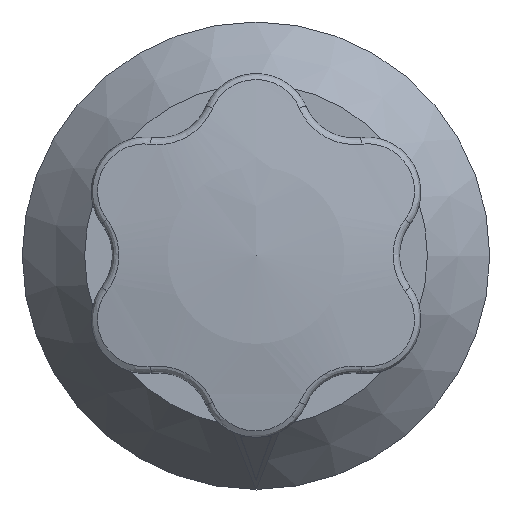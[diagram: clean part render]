
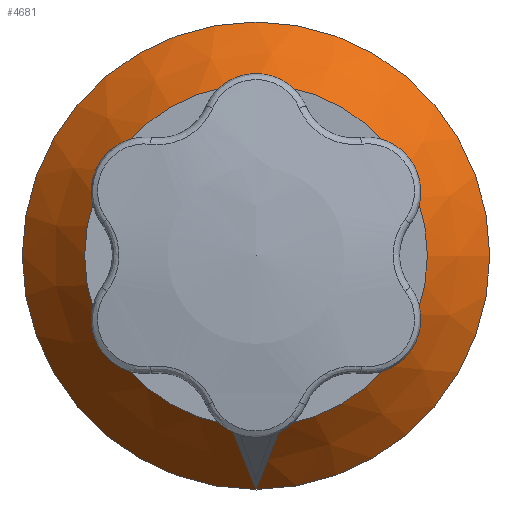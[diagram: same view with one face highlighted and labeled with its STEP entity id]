
A CAD part, top view. The second image highlights one B-rep face of the part: STEP entity #4681.
In plain terms, the highlighted conical face has half-angle 38.66 degrees and reference radius 45 mm.
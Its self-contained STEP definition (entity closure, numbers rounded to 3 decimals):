
#20=ELLIPSE('',#4932,29917.091,69.228);
#21=ELLIPSE('',#4934,29917.091,69.228);
#22=ELLIPSE('',#4937,119.059,71.435);
#33=CONICAL_SURFACE('',#4941,45.,0.675);
#179=B_SPLINE_CURVE_WITH_KNOTS('',3,(#7765,#7766,#7767,#7768),
 .UNSPECIFIED.,.F.,.F.,(4,4),(0.,0.017),
 .UNSPECIFIED.);
#180=B_SPLINE_CURVE_WITH_KNOTS('',3,(#7778,#7779,#7780,#7781),
 .UNSPECIFIED.,.F.,.F.,(4,4),(0.,0.017),.UNSPECIFIED.);
#380=CIRCLE('',#4942,45.);
#381=CIRCLE('',#4943,33.);
#938=ORIENTED_EDGE('',*,*,#1729,.T.);
#939=ORIENTED_EDGE('',*,*,#1730,.F.);
#940=ORIENTED_EDGE('',*,*,#1726,.F.);
#941=ORIENTED_EDGE('',*,*,#1716,.T.);
#942=ORIENTED_EDGE('',*,*,#1723,.F.);
#943=ORIENTED_EDGE('',*,*,#1713,.T.);
#944=ORIENTED_EDGE('',*,*,#1720,.F.);
#1713=EDGE_CURVE('',#2135,#2136,#20,.T.);
#1716=EDGE_CURVE('',#2138,#2139,#21,.T.);
#1720=EDGE_CURVE('',#2141,#2136,#179,.T.);
#1723=EDGE_CURVE('',#2135,#2139,#22,.T.);
#1726=EDGE_CURVE('',#2138,#2141,#180,.T.);
#1729=EDGE_CURVE('',#2146,#2146,#380,.T.);
#1730=EDGE_CURVE('',#2147,#2147,#381,.T.);
#2135=VERTEX_POINT('',#7749);
#2136=VERTEX_POINT('',#7750);
#2138=VERTEX_POINT('',#7756);
#2139=VERTEX_POINT('',#7757);
#2141=VERTEX_POINT('',#7763);
#2146=VERTEX_POINT('',#7788);
#2147=VERTEX_POINT('',#7790);
#2792=EDGE_LOOP('',(#938));
#2793=EDGE_LOOP('',(#939));
#2794=EDGE_LOOP('',(#940,#941,#942,#943,#944));
#3023=FACE_BOUND('',#2792,.T.);
#3024=FACE_BOUND('',#2793,.T.);
#3025=FACE_BOUND('',#2794,.T.);
#4681=ADVANCED_FACE('',(#3023,#3024,#3025),#33,.T.);
#4932=AXIS2_PLACEMENT_3D('',#7748,#5502,#5503);
#4934=AXIS2_PLACEMENT_3D('',#7755,#5508,#5509);
#4937=AXIS2_PLACEMENT_3D('',#7773,#5519,#5520);
#4941=AXIS2_PLACEMENT_3D('',#7786,#5530,#5531);
#4942=AXIS2_PLACEMENT_3D('',#7787,#5532,#5533);
#4943=AXIS2_PLACEMENT_3D('',#7789,#5534,#5535);
#5502=DIRECTION('',(0.,0.781,-0.625));
#5503=DIRECTION('',(0.,-0.625,-0.781));
#5508=DIRECTION('',(0.,0.781,-0.625));
#5509=DIRECTION('',(0.,-0.625,-0.781));
#5519=DIRECTION('',(0.,-0.625,-0.781));
#5520=DIRECTION('',(0.,0.781,-0.625));
#5530=DIRECTION('',(0.,0.,-1.));
#5531=DIRECTION('',(-1.,0.,0.));
#5532=DIRECTION('',(0.,0.,1.));
#5533=DIRECTION('',(1.,0.,0.));
#5534=DIRECTION('',(0.,0.,1.));
#5535=DIRECTION('',(1.,0.,0.));
#7748=CARTESIAN_POINT('',(0.,-18689.009,-23320.171));
#7749=CARTESIAN_POINT('',(4.139,-33.312,-0.711));
#7750=CARTESIAN_POINT('',(4.187,-34.093,-1.687));
#7755=CARTESIAN_POINT('',(0.,-18689.009,-23320.171));
#7756=CARTESIAN_POINT('',(-4.187,-34.093,-1.687));
#7757=CARTESIAN_POINT('',(-4.139,-33.312,-0.711));
#7763=CARTESIAN_POINT('',(0.,-44.713,-14.641));
#7765=CARTESIAN_POINT('',(0.,-44.713,-14.641));
#7766=CARTESIAN_POINT('',(1.396,-41.225,-10.281));
#7767=CARTESIAN_POINT('',(2.792,-37.701,-5.95));
#7768=CARTESIAN_POINT('',(4.187,-34.093,-1.687));
#7773=CARTESIAN_POINT('',(0.,59.501,-74.962));
#7778=CARTESIAN_POINT('',(-4.187,-34.093,-1.687));
#7779=CARTESIAN_POINT('',(-2.792,-37.701,-5.95));
#7780=CARTESIAN_POINT('',(-1.396,-41.225,-10.281));
#7781=CARTESIAN_POINT('',(0.,-44.713,-14.641));
#7786=CARTESIAN_POINT('',(0.,0.,-15.));
#7787=CARTESIAN_POINT('',(0.,0.,-15.));
#7788=CARTESIAN_POINT('',(45.,0.,-15.));
#7789=CARTESIAN_POINT('',(0.,0.,0.));
#7790=CARTESIAN_POINT('',(33.,0.,0.));
